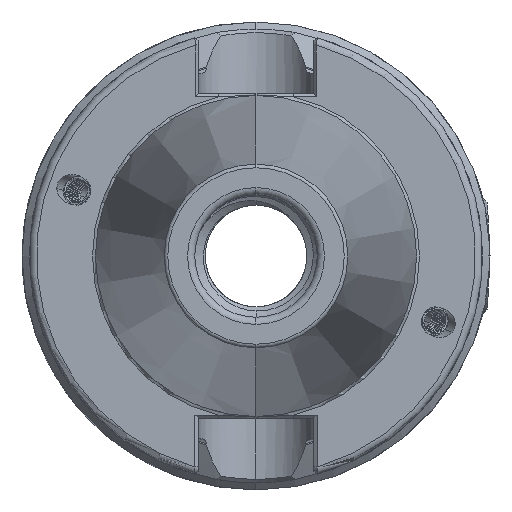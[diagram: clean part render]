
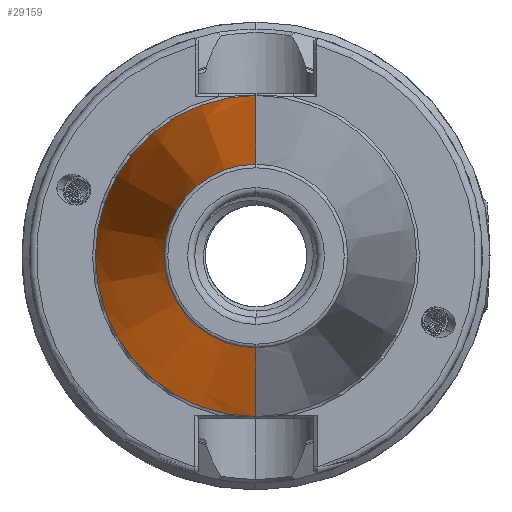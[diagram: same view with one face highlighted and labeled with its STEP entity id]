
A CAD part, left-side view. The second image highlights one B-rep face of the part: STEP entity #29159.
In plain terms, the highlighted conical face has half-angle 8.297 degrees and reference radius 22.298 mm.
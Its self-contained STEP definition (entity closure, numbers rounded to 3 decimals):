
#7232 = DIRECTION ( 'NONE',  ( 1., 0., 0. ) ) ;
#7239 = CARTESIAN_POINT ( 'NONE',  ( -1.5, 0., 0. ) ) ;
#7258 = DIRECTION ( 'NONE',  ( 0., 0., -1. ) ) ;
#12339 = AXIS2_PLACEMENT_3D ( 'NONE', #7239, #7232, #7258 ) ;
#12589 = AXIS2_PLACEMENT_3D ( 'NONE', #34096, #34056, #34093 ) ;
#12595 = AXIS2_PLACEMENT_3D ( 'NONE', #33848, #33852, #33880 ) ;
#13753 = CONICAL_SURFACE ( 'NONE', #12339, 22.298, 0.145 ) ;
#13797 = FACE_OUTER_BOUND ( 'NONE', #39583, .T. ) ;
#22206 = CARTESIAN_POINT ( 'NONE',  ( -66.972, 0., 12.75 ) ) ;
#22221 = CARTESIAN_POINT ( 'NONE',  ( -1.5, 0., -22.298 ) ) ;
#22234 = CARTESIAN_POINT ( 'NONE',  ( -66.972, 0., -12.75 ) ) ;
#22254 = CARTESIAN_POINT ( 'NONE',  ( -1.5, 0., 22.298 ) ) ;
#29159 = ADVANCED_FACE ( 'NONE', ( #13797 ), #13753, .T. ) ;
#29576 = CIRCLE ( 'NONE', #12595, 22.298 ) ;
#29594 = LINE ( 'NONE', #33867, #29597 ) ;
#29597 = VECTOR ( 'NONE', #33847, 1000. ) ;
#29622 = VECTOR ( 'NONE', #34129, 1000. ) ;
#29634 = CIRCLE ( 'NONE', #12589, 12.75 ) ;
#29646 = LINE ( 'NONE', #34132, #29622 ) ;
#29933 = EDGE_CURVE ( 'NONE', #39798, #39761, #29594, .T. ) ;
#29934 = EDGE_CURVE ( 'NONE', #39808, #39761, #29576, .T. ) ;
#29959 = EDGE_CURVE ( 'NONE', #39791, #39798, #29634, .T. ) ;
#29971 = EDGE_CURVE ( 'NONE', #39791, #39808, #29646, .T. ) ;
#33847 = DIRECTION ( 'NONE',  ( 0.99, 0., 0.144 ) ) ;
#33848 = CARTESIAN_POINT ( 'NONE',  ( -1.5, 0., 0. ) ) ;
#33852 = DIRECTION ( 'NONE',  ( 1., 0., 0. ) ) ;
#33867 = CARTESIAN_POINT ( 'NONE',  ( -1.5, 0., 22.298 ) ) ;
#33880 = DIRECTION ( 'NONE',  ( 0., 0., -1. ) ) ;
#34056 = DIRECTION ( 'NONE',  ( 1., 0., 0. ) ) ;
#34093 = DIRECTION ( 'NONE',  ( 0., 0., -1. ) ) ;
#34096 = CARTESIAN_POINT ( 'NONE',  ( -66.972, 0., 0. ) ) ;
#34129 = DIRECTION ( 'NONE',  ( 0.99, 0., -0.144 ) ) ;
#34132 = CARTESIAN_POINT ( 'NONE',  ( -1.5, 0., -22.298 ) ) ;
#38991 = ORIENTED_EDGE ( 'NONE', *, *, #29934, .F. ) ;
#39011 = ORIENTED_EDGE ( 'NONE', *, *, #29933, .T. ) ;
#39019 = ORIENTED_EDGE ( 'NONE', *, *, #29971, .F. ) ;
#39027 = ORIENTED_EDGE ( 'NONE', *, *, #29959, .T. ) ;
#39583 = EDGE_LOOP ( 'NONE', ( #39027, #39011, #38991, #39019 ) ) ;
#39761 = VERTEX_POINT ( 'NONE', #22254 ) ;
#39791 = VERTEX_POINT ( 'NONE', #22234 ) ;
#39798 = VERTEX_POINT ( 'NONE', #22206 ) ;
#39808 = VERTEX_POINT ( 'NONE', #22221 ) ;
